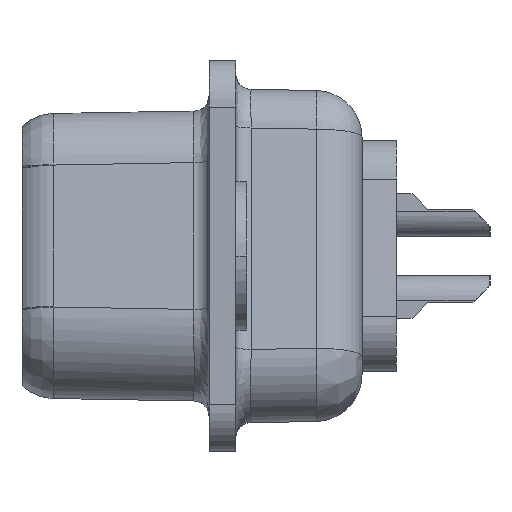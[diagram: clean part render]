
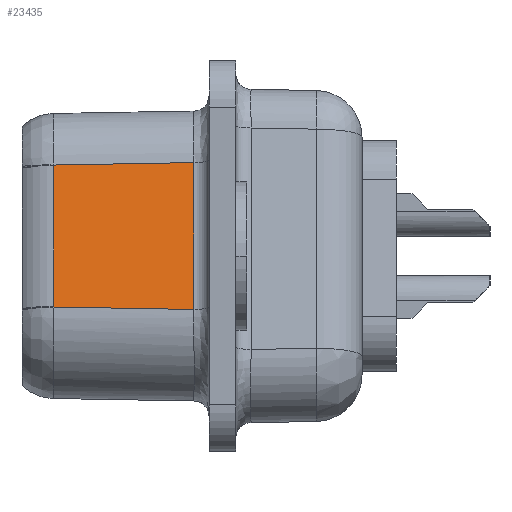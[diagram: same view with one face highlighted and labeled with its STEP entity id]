
A CAD part, left-side view. The second image highlights one B-rep face of the part: STEP entity #23435.
In plain terms, the highlighted planar face has unit normal (-0.985, 0.018, 0.174).
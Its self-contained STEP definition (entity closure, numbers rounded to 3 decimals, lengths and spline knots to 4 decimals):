
#1251=DIRECTION('',(-0.015,-1.,0.017));
#1252=VECTOR('',#1251,4.497);
#1253=CARTESIAN_POINT('',(-19.0617,4.9871,2.9155));
#1254=LINE('',#1253,#1252);
#1255=DIRECTION('',(0.174,0.,0.985));
#1256=VECTOR('',#1255,4.7793);
#1257=CARTESIAN_POINT('',(-19.9575,0.4913,
-1.7128));
#1258=LINE('',#1257,#1256);
#1259=DIRECTION('',(0.021,1.,0.017));
#1260=VECTOR('',#1259,4.4975);
#1261=CARTESIAN_POINT('',(-19.9575,0.4913,
-1.7128));
#1262=LINE('',#1261,#1260);
#1263=CARTESIAN_POINT('',(-19.864,4.9871,
-1.6343));
#1264=CARTESIAN_POINT('',(-19.8634,4.9872,
-1.6308));
#1265=CARTESIAN_POINT('',(-19.8621,4.9873,
-1.6238));
#1266=CARTESIAN_POINT('',(-19.8609,4.9873,
-1.6168));
#1267=CARTESIAN_POINT('',(-19.8603,4.9873,
-1.6134));
#1269=DIRECTION('',(0.174,0.,0.985));
#1270=VECTOR('',#1269,4.5838);
#1271=CARTESIAN_POINT('',(-19.8603,4.9873,
-1.6134));
#1272=LINE('',#1271,#1270);
#1273=CARTESIAN_POINT('',(-19.0643,4.9873,2.9008));
#1274=CARTESIAN_POINT('',(-19.0639,4.9873,2.9032));
#1275=CARTESIAN_POINT('',(-19.063,4.9873,2.9081));
#1276=CARTESIAN_POINT('',(-19.0622,4.9872,2.913));
#1277=CARTESIAN_POINT('',(-19.0617,4.9871,2.9155));
#19855=CARTESIAN_POINT('',(-19.0617,4.9871,
2.9155));
#19856=CARTESIAN_POINT('',(-19.1276,0.4913,
2.994));
#19857=VERTEX_POINT('',#19855);
#19858=VERTEX_POINT('',#19856);
#19863=CARTESIAN_POINT('',(-19.9575,0.4913,
-1.7128));
#19864=CARTESIAN_POINT('',(-19.864,4.9871,
-1.6343));
#19865=VERTEX_POINT('',#19863);
#19866=VERTEX_POINT('',#19864);
#19954=VERTEX_POINT('',#1267);
#19957=CARTESIAN_POINT('',(-19.0643,4.9873,
2.9008));
#19958=VERTEX_POINT('',#19957);
#23418=CARTESIAN_POINT('',(-18.7186,0.,5.363));
#23419=DIRECTION('',(-0.985,0.017,0.174));
#23420=DIRECTION('',(-0.174,0.,-0.985));
#23421=AXIS2_PLACEMENT_3D('',#23418,#23419,#23420);
#23422=PLANE('',#23421);
#23423=ORIENTED_EDGE('',*,*,#23409,.T.);
#23424=ORIENTED_EDGE('',*,*,#23084,.F.);
#23426=ORIENTED_EDGE('',*,*,#23425,.T.);
#23428=ORIENTED_EDGE('',*,*,#23427,.T.);
#23430=ORIENTED_EDGE('',*,*,#23429,.T.);
#23432=ORIENTED_EDGE('',*,*,#23431,.T.);
#23433=EDGE_LOOP('',(#23423,#23424,#23426,#23428,#23430,#23432));
#23434=FACE_OUTER_BOUND('',#23433,.F.);
#1268=B_SPLINE_CURVE_WITH_KNOTS('',3,(#1263,#1264,#1265,#1266,#1267),
.UNSPECIFIED.,.F.,.F.,(4,1,4),(0.,0.5,1.),.UNSPECIFIED.);
#1278=B_SPLINE_CURVE_WITH_KNOTS('',3,(#1273,#1274,#1275,#1276,#1277),
.UNSPECIFIED.,.F.,.F.,(4,1,4),(0.,0.5,1.),.UNSPECIFIED.);
#23084=EDGE_CURVE('',#19865,#19858,#1258,.T.);
#23409=EDGE_CURVE('',#19857,#19858,#1254,.T.);
#23425=EDGE_CURVE('',#19865,#19866,#1262,.T.);
#23427=EDGE_CURVE('',#19866,#19954,#1268,.T.);
#23429=EDGE_CURVE('',#19954,#19958,#1272,.T.);
#23431=EDGE_CURVE('',#19958,#19857,#1278,.T.);
#23435=ADVANCED_FACE('',(#23434),#23422,.T.);
